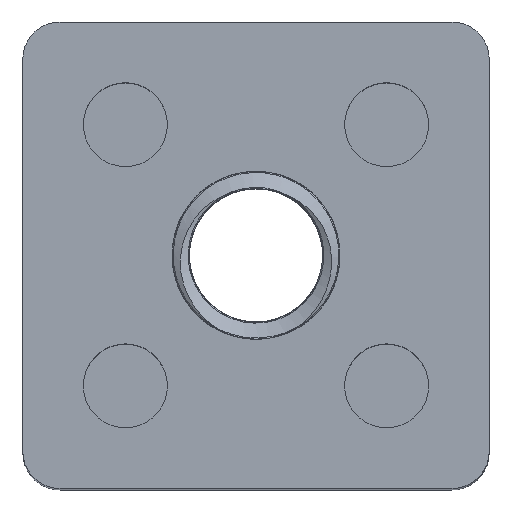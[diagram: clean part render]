
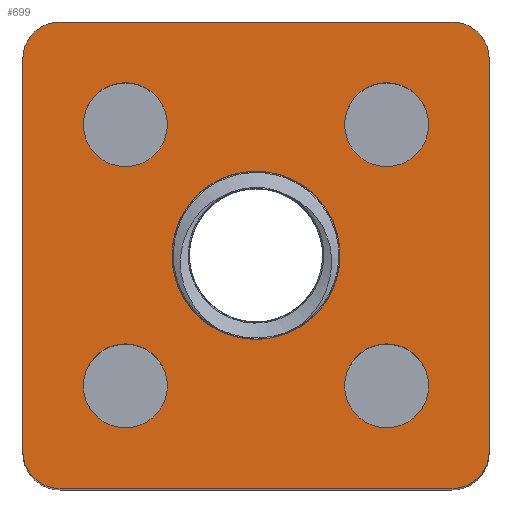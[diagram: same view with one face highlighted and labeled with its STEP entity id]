
A CAD part, top view. The second image highlights one B-rep face of the part: STEP entity #699.
In plain terms, the highlighted planar face has unit normal (0, 0, 1).
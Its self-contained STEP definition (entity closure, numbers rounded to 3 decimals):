
#58=FACE_BOUND('',#140,.T.);
#59=FACE_BOUND('',#141,.T.);
#60=FACE_BOUND('',#142,.T.);
#61=FACE_BOUND('',#143,.T.);
#62=FACE_BOUND('',#144,.T.);
#71=PLANE('',#775);
#92=FACE_OUTER_BOUND('',#139,.T.);
#139=EDGE_LOOP('',(#483,#484,#485,#486,#487,#488,#489,#490));
#140=EDGE_LOOP('',(#491));
#141=EDGE_LOOP('',(#492));
#142=EDGE_LOOP('',(#493));
#143=EDGE_LOOP('',(#494));
#144=EDGE_LOOP('',(#495));
#199=LINE('',#1047,#234);
#200=LINE('',#1051,#235);
#201=LINE('',#1055,#236);
#202=LINE('',#1059,#237);
#234=VECTOR('',#868,10.);
#235=VECTOR('',#871,10.);
#236=VECTOR('',#874,10.);
#237=VECTOR('',#877,10.);
#265=CIRCLE('',#764,2.25);
#267=CIRCLE('',#767,2.25);
#269=CIRCLE('',#770,2.25);
#271=CIRCLE('',#773,2.25);
#273=CIRCLE('',#776,2.);
#274=CIRCLE('',#777,2.);
#275=CIRCLE('',#778,2.);
#276=CIRCLE('',#779,2.);
#277=CIRCLE('',#780,4.5);
#297=VERTEX_POINT('',#1021);
#299=VERTEX_POINT('',#1027);
#301=VERTEX_POINT('',#1033);
#303=VERTEX_POINT('',#1039);
#305=VERTEX_POINT('',#1045);
#306=VERTEX_POINT('',#1046);
#307=VERTEX_POINT('',#1048);
#308=VERTEX_POINT('',#1050);
#309=VERTEX_POINT('',#1052);
#310=VERTEX_POINT('',#1054);
#311=VERTEX_POINT('',#1056);
#312=VERTEX_POINT('',#1058);
#313=VERTEX_POINT('',#1061);
#365=EDGE_CURVE('',#297,#297,#265,.T.);
#368=EDGE_CURVE('',#299,#299,#267,.T.);
#371=EDGE_CURVE('',#301,#301,#269,.T.);
#374=EDGE_CURVE('',#303,#303,#271,.T.);
#377=EDGE_CURVE('',#305,#306,#199,.T.);
#378=EDGE_CURVE('',#306,#307,#273,.T.);
#379=EDGE_CURVE('',#307,#308,#200,.T.);
#380=EDGE_CURVE('',#308,#309,#274,.T.);
#381=EDGE_CURVE('',#309,#310,#201,.T.);
#382=EDGE_CURVE('',#310,#311,#275,.T.);
#383=EDGE_CURVE('',#311,#312,#202,.T.);
#384=EDGE_CURVE('',#312,#305,#276,.T.);
#385=EDGE_CURVE('',#313,#313,#277,.T.);
#483=ORIENTED_EDGE('',*,*,#377,.T.);
#484=ORIENTED_EDGE('',*,*,#378,.T.);
#485=ORIENTED_EDGE('',*,*,#379,.T.);
#486=ORIENTED_EDGE('',*,*,#380,.T.);
#487=ORIENTED_EDGE('',*,*,#381,.T.);
#488=ORIENTED_EDGE('',*,*,#382,.T.);
#489=ORIENTED_EDGE('',*,*,#383,.T.);
#490=ORIENTED_EDGE('',*,*,#384,.T.);
#491=ORIENTED_EDGE('',*,*,#385,.T.);
#492=ORIENTED_EDGE('',*,*,#374,.T.);
#493=ORIENTED_EDGE('',*,*,#371,.T.);
#494=ORIENTED_EDGE('',*,*,#368,.T.);
#495=ORIENTED_EDGE('',*,*,#365,.T.);
#699=ADVANCED_FACE('',(#92,#58,#59,#60,#61,#62),#71,.T.);
#764=AXIS2_PLACEMENT_3D('',#1022,#840,#841);
#767=AXIS2_PLACEMENT_3D('',#1028,#847,#848);
#770=AXIS2_PLACEMENT_3D('',#1034,#854,#855);
#773=AXIS2_PLACEMENT_3D('',#1040,#861,#862);
#775=AXIS2_PLACEMENT_3D('',#1044,#866,#867);
#776=AXIS2_PLACEMENT_3D('',#1049,#869,#870);
#777=AXIS2_PLACEMENT_3D('',#1053,#872,#873);
#778=AXIS2_PLACEMENT_3D('',#1057,#875,#876);
#779=AXIS2_PLACEMENT_3D('',#1060,#878,#879);
#780=AXIS2_PLACEMENT_3D('',#1062,#880,#881);
#840=DIRECTION('center_axis',(0.,0.,-1.));
#841=DIRECTION('ref_axis',(-1.,0.,0.));
#847=DIRECTION('center_axis',(0.,0.,-1.));
#848=DIRECTION('ref_axis',(-1.,0.,0.));
#854=DIRECTION('center_axis',(0.,0.,-1.));
#855=DIRECTION('ref_axis',(-1.,0.,0.));
#861=DIRECTION('center_axis',(0.,0.,-1.));
#862=DIRECTION('ref_axis',(-1.,0.,0.));
#866=DIRECTION('center_axis',(0.,0.,1.));
#867=DIRECTION('ref_axis',(1.,0.,0.));
#868=DIRECTION('',(-1.,0.,0.));
#869=DIRECTION('center_axis',(0.,0.,1.));
#870=DIRECTION('ref_axis',(0.,1.,0.));
#871=DIRECTION('',(0.,-1.,0.));
#872=DIRECTION('center_axis',(0.,0.,1.));
#873=DIRECTION('ref_axis',(-1.,0.,0.));
#874=DIRECTION('',(1.,0.,0.));
#875=DIRECTION('center_axis',(0.,0.,1.));
#876=DIRECTION('ref_axis',(0.,-1.,0.));
#877=DIRECTION('',(0.,1.,0.));
#878=DIRECTION('center_axis',(0.,0.,1.));
#879=DIRECTION('ref_axis',(1.,0.,0.));
#880=DIRECTION('center_axis',(0.,0.,-1.));
#881=DIRECTION('ref_axis',(-1.,0.,0.));
#1021=CARTESIAN_POINT('',(9.25,-7.,47.));
#1022=CARTESIAN_POINT('Origin',(7.,-7.,47.));
#1027=CARTESIAN_POINT('',(-4.75,-7.,47.));
#1028=CARTESIAN_POINT('Origin',(-7.,-7.,47.));
#1033=CARTESIAN_POINT('',(-4.75,7.,47.));
#1034=CARTESIAN_POINT('Origin',(-7.,7.,47.));
#1039=CARTESIAN_POINT('',(9.25,7.,47.));
#1040=CARTESIAN_POINT('Origin',(7.,7.,47.));
#1044=CARTESIAN_POINT('Origin',(0.,0.,47.));
#1045=CARTESIAN_POINT('',(10.5,12.5,47.));
#1046=CARTESIAN_POINT('',(-10.5,12.5,47.));
#1047=CARTESIAN_POINT('',(10.5,12.5,47.));
#1048=CARTESIAN_POINT('',(-12.5,10.5,47.));
#1049=CARTESIAN_POINT('Origin',(-10.5,10.5,47.));
#1050=CARTESIAN_POINT('',(-12.5,-10.5,47.));
#1051=CARTESIAN_POINT('',(-12.5,10.5,47.));
#1052=CARTESIAN_POINT('',(-10.5,-12.5,47.));
#1053=CARTESIAN_POINT('Origin',(-10.5,-10.5,47.));
#1054=CARTESIAN_POINT('',(10.5,-12.5,47.));
#1055=CARTESIAN_POINT('',(-10.5,-12.5,47.));
#1056=CARTESIAN_POINT('',(12.5,-10.5,47.));
#1057=CARTESIAN_POINT('Origin',(10.5,-10.5,47.));
#1058=CARTESIAN_POINT('',(12.5,10.5,47.));
#1059=CARTESIAN_POINT('',(12.5,-10.5,47.));
#1060=CARTESIAN_POINT('Origin',(10.5,10.5,47.));
#1061=CARTESIAN_POINT('',(4.5,0.,47.));
#1062=CARTESIAN_POINT('Origin',(0.,0.,
47.));
